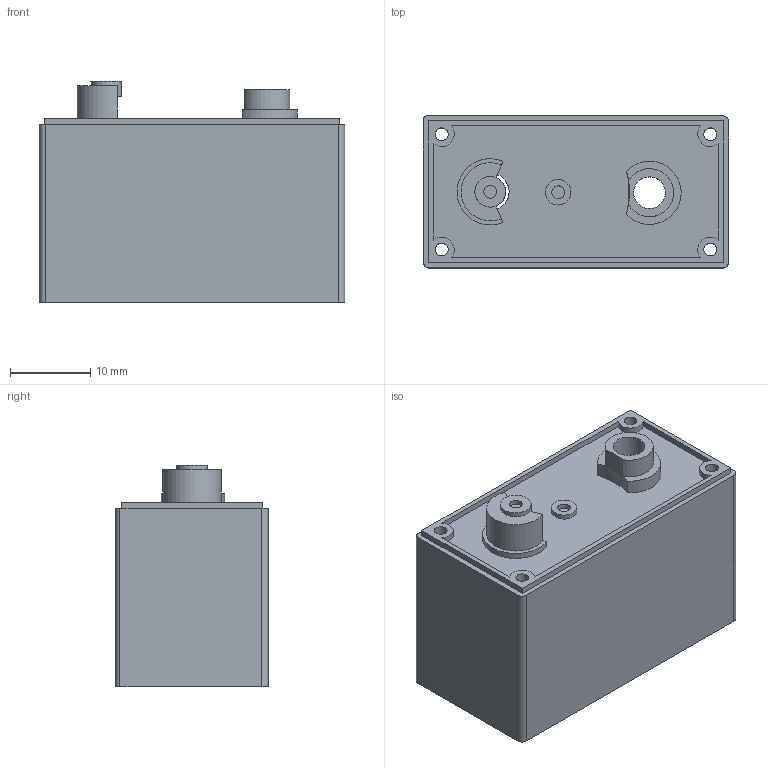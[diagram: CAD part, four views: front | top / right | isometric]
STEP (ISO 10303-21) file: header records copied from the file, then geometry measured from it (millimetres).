
FILE_DESCRIPTION(/* description */ ('Alibre Inc.'),/* implementation_level */ '2;1');
FILE_NAME(/* name */ 'export0',/* time_stamp */ '2007-07-09T07:47:28-07:00',/* author */ (''),/* organization */ (''),/* preprocessor_version */ 'ST-DEVELOPER v10',/* originating_system */ 'Alibre',/* authorisation */ '');
FILE_SCHEMA (('AUTOMOTIVE_DESIGN'));
Length unit declared in the file: centimetre
Bounding box: 37.98 x 18.93 x 27.58 mm (x, y, z)
Volume: 4075.8 mm3; surface area: 8589.2 mm2
Topology: 1 solids, 1 shells, 104 faces, 271 edges, 181 vertices
Faces by surface type: plane 67, cylinder 37
Full cylindrical faces by diameter (mm): 1.512 x1, 1.588 x6, 1.854 x1, 3.176 x1, 3.81 x1, 3.962 x1, 4.7 x1, 5.08 x1, 13.208 x1
Entity records: 2997 total; most frequent: CARTESIAN_POINT 516, ORIENTED_EDGE 504, DIRECTION 458, EDGE_CURVE 252, AXIS2_PLACEMENT_3D 177, VERTEX_POINT 176, VECTOR 163, LINE 163
